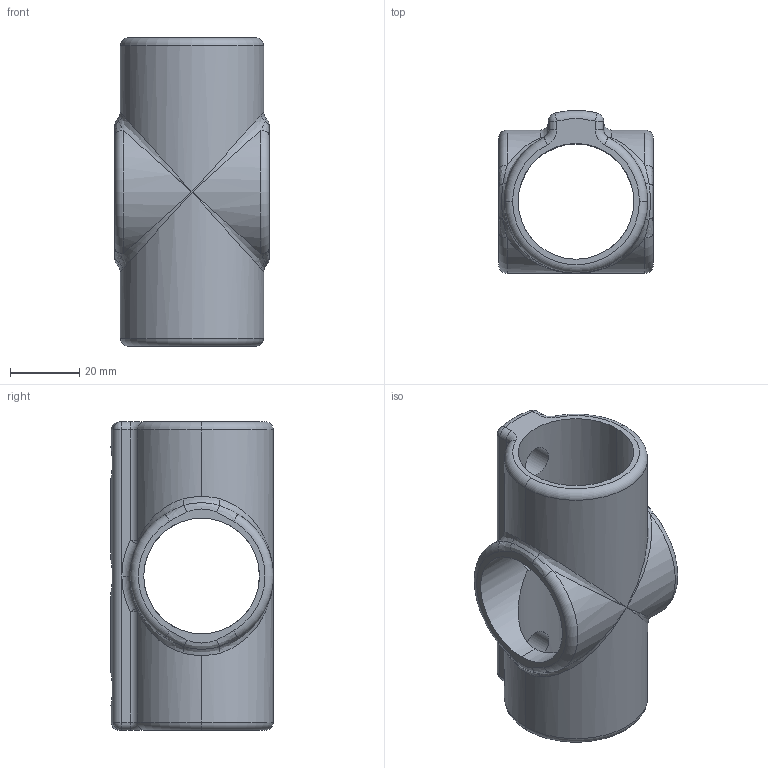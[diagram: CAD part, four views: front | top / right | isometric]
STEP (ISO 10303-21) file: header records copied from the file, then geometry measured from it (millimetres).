
FILE_DESCRIPTION (( 'STEP AP203' ), '1' );
FILE_NAME ('C006-323_4698T21_sldprt.STEP', '2016-06-02T17:07:15', ( 'Shusen Zhang' ), ( 'MathWorks' ), 'SwSTEP 2.0', 'SolidWorks 2015', '' );
FILE_SCHEMA (( 'CONFIG_CONTROL_DESIGN' ));
Length unit declared in the file: inch
Products named in the file (1): C006-323_4698T21_sldprt
Bounding box: 44.45 x 46.81 x 88.9 mm (x, y, z)
Volume: 45120.3 mm3; surface area: 22673.2 mm2
Topology: 1 solids, 1 shells, 92 faces, 221 edges, 124 vertices
Faces by surface type: cylinder 35, bspline 24, torus 19, sphere 8, plane 6
Entity records: 3953 total; most frequent: CARTESIAN_POINT 1936, ORIENTED_EDGE 434, DIRECTION 390, EDGE_CURVE 217, AXIS2_PLACEMENT_3D 176, VERTEX_POINT 124, CIRCLE 107, EDGE_LOOP 101
